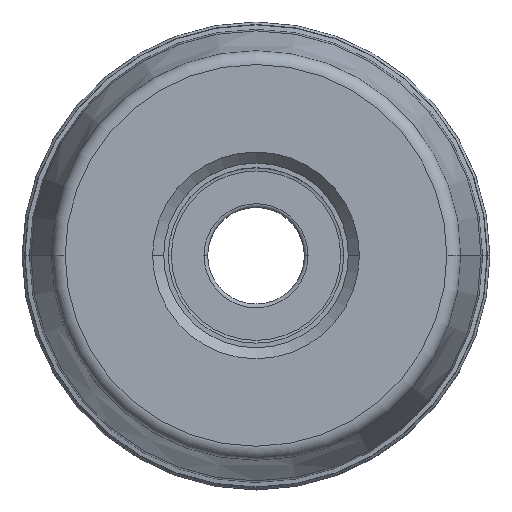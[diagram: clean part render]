
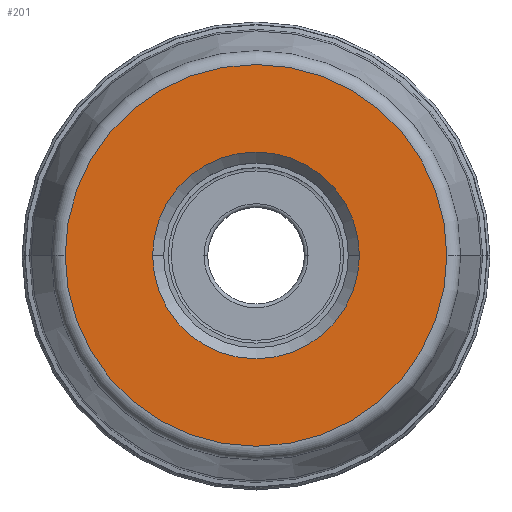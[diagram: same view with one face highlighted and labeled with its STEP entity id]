
A CAD part, top view. The second image highlights one B-rep face of the part: STEP entity #201.
In plain terms, the highlighted planar face has unit normal (0, 0, 1).
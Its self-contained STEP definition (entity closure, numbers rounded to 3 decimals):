
#28=PLANE('',#1878);
#34=FACE_BOUND('',#401,.T.);
#35=FACE_BOUND('',#402,.T.);
#201=ADVANCED_FACE('',(#34,#35),#28,.F.);
#401=EDGE_LOOP('',(#681,#682,#683,#684));
#402=EDGE_LOOP('',(#685,#686,#687,#688));
#681=ORIENTED_EDGE('',*,*,#1191,.F.);
#682=ORIENTED_EDGE('',*,*,#1189,.F.);
#683=ORIENTED_EDGE('',*,*,#1188,.T.);
#684=ORIENTED_EDGE('',*,*,#1192,.T.);
#685=ORIENTED_EDGE('',*,*,#1193,.T.);
#686=ORIENTED_EDGE('',*,*,#1194,.T.);
#687=ORIENTED_EDGE('',*,*,#1195,.T.);
#688=ORIENTED_EDGE('',*,*,#1196,.T.);
#988=VERTEX_POINT('',#3614);
#989=VERTEX_POINT('',#3616);
#990=VERTEX_POINT('',#3618);
#991=VERTEX_POINT('',#3622);
#992=VERTEX_POINT('',#3626);
#993=VERTEX_POINT('',#3627);
#994=VERTEX_POINT('',#3629);
#995=VERTEX_POINT('',#3631);
#1188=EDGE_CURVE('',#989,#988,#1441,.T.);
#1189=EDGE_CURVE('',#989,#990,#1442,.T.);
#1191=EDGE_CURVE('',#990,#991,#1444,.T.);
#1192=EDGE_CURVE('',#988,#991,#1445,.T.);
#1193=EDGE_CURVE('',#992,#993,#1446,.T.);
#1194=EDGE_CURVE('',#993,#994,#1447,.T.);
#1195=EDGE_CURVE('',#994,#995,#1448,.T.);
#1196=EDGE_CURVE('',#995,#992,#1449,.T.);
#1441=CIRCLE('',#1867,20.725);
#1442=CIRCLE('',#1868,20.725);
#1444=CIRCLE('',#1871,20.725);
#1445=CIRCLE('',#1872,20.725);
#1446=CIRCLE('',#1874,11.225);
#1447=CIRCLE('',#1875,11.225);
#1448=CIRCLE('',#1876,11.225);
#1449=CIRCLE('',#1877,11.225);
#1867=AXIS2_PLACEMENT_3D('',#3615,#2294,#2295);
#1868=AXIS2_PLACEMENT_3D('',#3617,#2296,#2297);
#1871=AXIS2_PLACEMENT_3D('',#3621,#2302,#2303);
#1872=AXIS2_PLACEMENT_3D('',#3623,#2304,#2305);
#1874=AXIS2_PLACEMENT_3D('',#3625,#2308,#2309);
#1875=AXIS2_PLACEMENT_3D('',#3628,#2310,#2311);
#1876=AXIS2_PLACEMENT_3D('',#3630,#2312,#2313);
#1877=AXIS2_PLACEMENT_3D('',#3632,#2314,#2315);
#1878=AXIS2_PLACEMENT_3D('',#3633,#2316,#2317);
#2294=DIRECTION('',(0.,0.,1.));
#2295=DIRECTION('',(1.,0.,0.));
#2296=DIRECTION('',(0.,0.,-1.));
#2297=DIRECTION('',(-1.,0.,0.));
#2302=DIRECTION('',(0.,0.,-1.));
#2303=DIRECTION('',(-1.,0.,0.));
#2304=DIRECTION('',(0.,0.,1.));
#2305=DIRECTION('',(1.,0.,0.));
#2308=DIRECTION('',(0.,0.,-1.));
#2309=DIRECTION('',(0.,-1.,0.));
#2310=DIRECTION('',(0.,0.,-1.));
#2311=DIRECTION('',(-1.,0.,0.));
#2312=DIRECTION('',(0.,0.,-1.));
#2313=DIRECTION('',(0.,1.,0.));
#2314=DIRECTION('',(0.,0.,-1.));
#2315=DIRECTION('',(1.,0.,0.));
#2316=DIRECTION('',(0.,0.,-1.));
#2317=DIRECTION('',(1.,0.,0.));
#3614=CARTESIAN_POINT('',(20.725,0.,0.));
#3615=CARTESIAN_POINT('',(0.,0.,0.));
#3616=CARTESIAN_POINT('',(20.725,-0.02,0.));
#3617=CARTESIAN_POINT('',(0.,0.,0.));
#3618=CARTESIAN_POINT('',(-20.725,0.,0.));
#3621=CARTESIAN_POINT('',(0.,0.,0.));
#3622=CARTESIAN_POINT('',(-20.725,0.02,0.));
#3623=CARTESIAN_POINT('',(0.,0.,0.));
#3625=CARTESIAN_POINT('',(0.,0.,0.));
#3626=CARTESIAN_POINT('',(0.,-11.225,0.));
#3627=CARTESIAN_POINT('',(-11.225,0.,0.));
#3628=CARTESIAN_POINT('',(0.,0.,0.));
#3629=CARTESIAN_POINT('',(0.,11.225,0.));
#3630=CARTESIAN_POINT('',(0.,0.,0.));
#3631=CARTESIAN_POINT('',(11.225,0.,0.));
#3632=CARTESIAN_POINT('',(0.,0.,0.));
#3633=CARTESIAN_POINT('',(0.,0.,0.));
